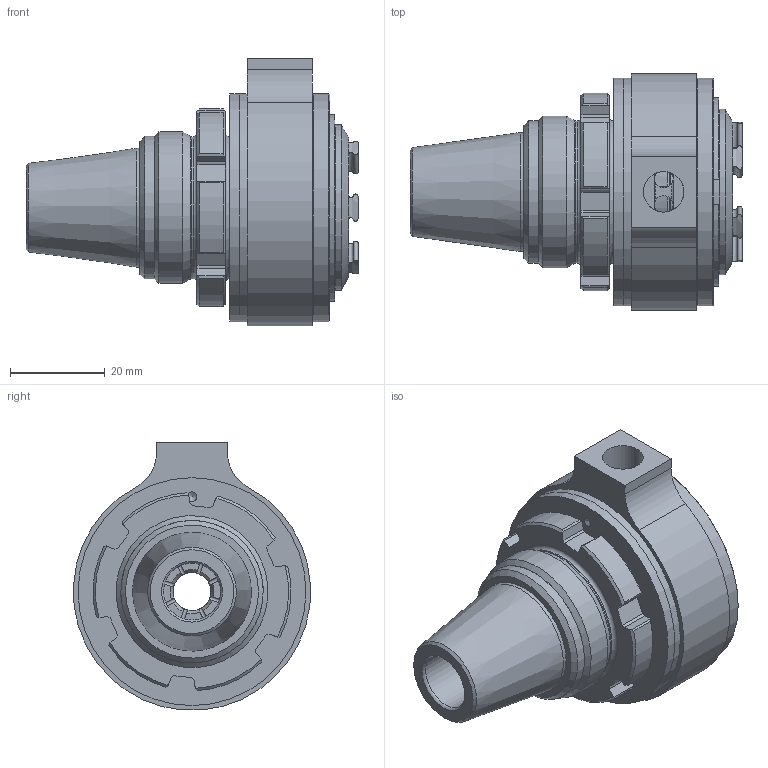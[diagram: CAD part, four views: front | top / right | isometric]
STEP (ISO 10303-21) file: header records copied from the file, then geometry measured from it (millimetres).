
FILE_DESCRIPTION( ( 'Unknown' ), '1' );
FILE_NAME( '379982500-A.stp', 'Unknown', ( 'Unknown' ), ( 'Unknown' ), 'PSStep 15.0.49', 'Unknown', ' ' );
FILE_SCHEMA( ( 'AUTOMOTIVE_DESIGN { 1 0 10303 214 1 1 1 1 }' ) );
Length unit declared in the file: millimetre
Products named in the file (13): 0004315; 0004051-oa0; 0004278-oa1; 0004052-oa2; 0004280; 0004279; 0004980; sp_35_nut; Assem1; 0012648; 0004823; 0012645; 0012644
Assembly tree (12 placements, depth 4):
  Assem1
    0012648
    0004823
    0012645
    0012644
    0004052-oa2
      0004280
      0004279
      0004980
      sp_35_nut
      0004315
        0004051-oa0
        0004278-oa1
Bounding box: 69.91 x 49.92 x 56.41 mm (x, y, z)
Volume: 57639.2 mm3; surface area: 47628 mm2
Topology: 10 solids, 10 shells, 453 faces, 1266 edges, 819 vertices
Faces by surface type: plane 166, torus 118, cylinder 105, cone 62, sphere 2
Full cylindrical faces by diameter (mm): 2 x1, 4 x12, 8 x1, 8.566 x2, 12 x1, 18 x1, 19 x1, 21 x2, 23.5 x2, 25.05 x1, 26.85 x1, 28 x4, 30 x3, 30.376 x1, 32 x2, 32.5 x1, 33.17 x1, 34.9 x1, 35 x2, 40.24 x1, 40.74 x2, 40.76 x1, 44 x2, 44.4 x1, 48 x3
Entity records: 18008 total; most frequent: CARTESIAN_POINT 5328, ORIENTED_EDGE 2202, DIRECTION 2122, EDGE_CURVE 1101, AXIS2_PLACEMENT_3D 921, VERTEX_POINT 773, EDGE_LOOP 598, FACE_OUTER_BOUND 530
